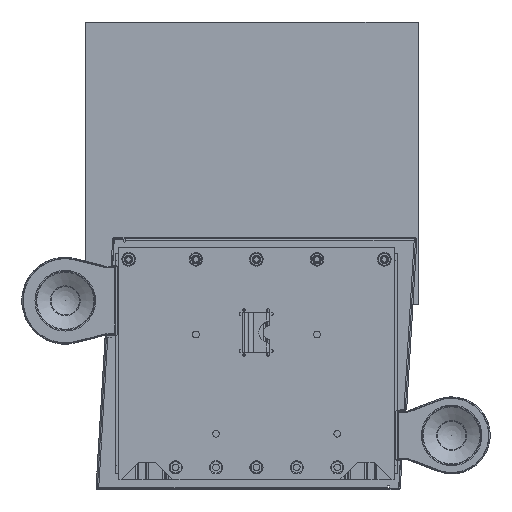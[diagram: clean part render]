
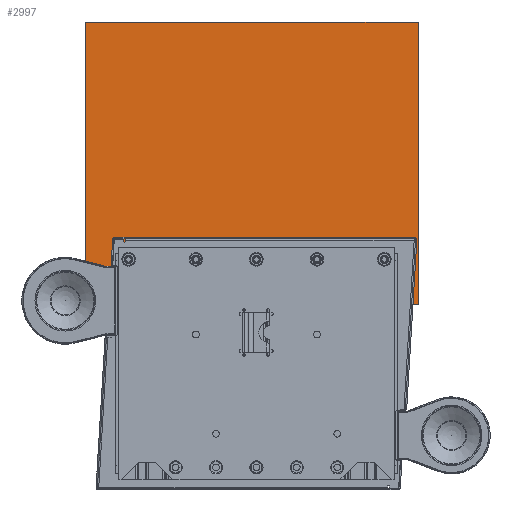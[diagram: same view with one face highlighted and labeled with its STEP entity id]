
A CAD part, front view. The second image highlights one B-rep face of the part: STEP entity #2997.
In plain terms, the highlighted planar face has unit normal (0, -1, 0).
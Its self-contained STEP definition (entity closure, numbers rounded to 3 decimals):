
#2997=ADVANCED_FACE('',(#4572),#3974,.T.);
#3974=PLANE('',#19045);
#4572=FACE_OUTER_BOUND('',#5350,.T.);
#5350=EDGE_LOOP('',(#6625,#6626,#6627,#6628));
#6625=ORIENTED_EDGE('',*,*,#13185,.F.);
#6626=ORIENTED_EDGE('',*,*,#13184,.F.);
#6627=ORIENTED_EDGE('',*,*,#13186,.T.);
#6628=ORIENTED_EDGE('',*,*,#13187,.T.);
#11522=VERTEX_POINT('',#25844);
#11524=VERTEX_POINT('',#25848);
#11525=VERTEX_POINT('',#25852);
#11526=VERTEX_POINT('',#25854);
#13184=EDGE_CURVE('',#11524,#11522,#15634,.T.);
#13185=EDGE_CURVE('',#11522,#11525,#15635,.T.);
#13186=EDGE_CURVE('',#11524,#11526,#15636,.T.);
#13187=EDGE_CURVE('',#11526,#11525,#15637,.T.);
#15634=LINE('',#25849,#17336);
#15635=LINE('',#25851,#17337);
#15636=LINE('',#25853,#17338);
#15637=LINE('',#25855,#17339);
#17336=VECTOR('',#20744,1.);
#17337=VECTOR('',#20747,1.);
#17338=VECTOR('',#20748,1.);
#17339=VECTOR('',#20749,1.);
#19045=AXIS2_PLACEMENT_3D('',#25856,#20750,#20751);
#20744=DIRECTION('',(0.,0.,1.));
#20747=DIRECTION('',(1.,0.,0.));
#20748=DIRECTION('',(1.,0.,0.));
#20749=DIRECTION('',(0.,0.,1.));
#20750=DIRECTION('',(0.,-1.,0.));
#20751=DIRECTION('',(1.,0.,0.));
#25844=CARTESIAN_POINT('',(-253.221,514.,0.));
#25848=CARTESIAN_POINT('',(-253.221,514.,-420.));
#25849=CARTESIAN_POINT('',(-253.221,514.,-420.));
#25851=CARTESIAN_POINT('',(-253.221,514.,0.));
#25852=CARTESIAN_POINT('',(240.,514.,0.));
#25853=CARTESIAN_POINT('',(-253.221,514.,-420.));
#25854=CARTESIAN_POINT('',(240.,514.,-420.));
#25855=CARTESIAN_POINT('',(240.,514.,-420.));
#25856=CARTESIAN_POINT('',(-253.221,514.,-420.));
